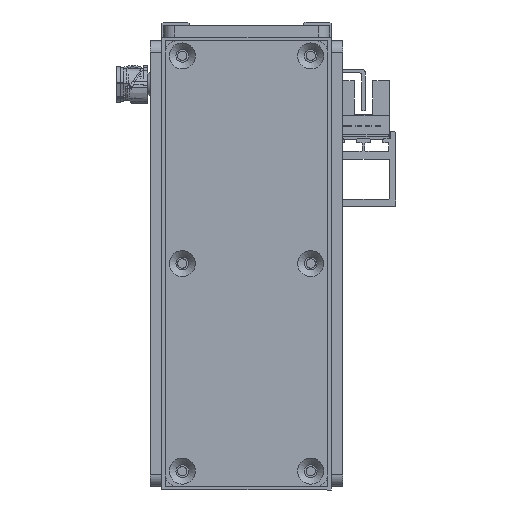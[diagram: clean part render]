
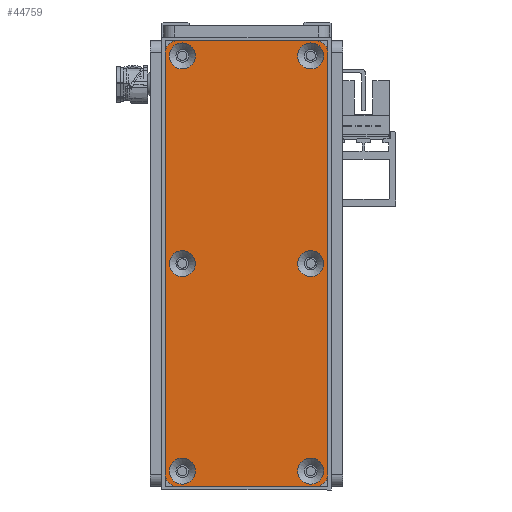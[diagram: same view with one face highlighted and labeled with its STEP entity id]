
A CAD part, front view. The second image highlights one B-rep face of the part: STEP entity #44759.
In plain terms, the highlighted face is planar.
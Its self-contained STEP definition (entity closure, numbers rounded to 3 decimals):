
#726=FACE_BOUND('',#7295,.T.);
#727=FACE_BOUND('',#7296,.T.);
#728=FACE_BOUND('',#7297,.T.);
#729=FACE_BOUND('',#7298,.T.);
#730=FACE_BOUND('',#7299,.T.);
#731=FACE_BOUND('',#7300,.T.);
#1713=PLANE('',#48797);
#4604=FACE_OUTER_BOUND('',#7294,.T.);
#7294=EDGE_LOOP('',(#36647,#36648,#36649,#36650,#36651,#36652,#36653,#36654));
#7295=EDGE_LOOP('',(#36655));
#7296=EDGE_LOOP('',(#36656));
#7297=EDGE_LOOP('',(#36657));
#7298=EDGE_LOOP('',(#36658));
#7299=EDGE_LOOP('',(#36659));
#7300=EDGE_LOOP('',(#36660));
#10359=LINE('',#71084,#15216);
#10363=LINE('',#71096,#15220);
#10367=LINE('',#71108,#15224);
#10371=LINE('',#71118,#15228);
#15216=VECTOR('',#56792,10.);
#15220=VECTOR('',#56804,10.);
#15224=VECTOR('',#56816,10.);
#15228=VECTOR('',#56828,10.);
#19511=CIRCLE('',#48751,3.45);
#19514=CIRCLE('',#48756,3.45);
#19517=CIRCLE('',#48761,3.45);
#19520=CIRCLE('',#48766,3.45);
#19523=CIRCLE('',#48771,3.45);
#19526=CIRCLE('',#48776,3.45);
#19530=CIRCLE('',#48782,3.);
#19532=CIRCLE('',#48786,3.);
#19534=CIRCLE('',#48790,3.);
#19536=CIRCLE('',#48794,3.);
#21751=VERTEX_POINT('',#71012);
#21754=VERTEX_POINT('',#71022);
#21757=VERTEX_POINT('',#71032);
#21760=VERTEX_POINT('',#71042);
#21763=VERTEX_POINT('',#71052);
#21766=VERTEX_POINT('',#71062);
#21771=VERTEX_POINT('',#71075);
#21772=VERTEX_POINT('',#71077);
#21774=VERTEX_POINT('',#71083);
#21776=VERTEX_POINT('',#71089);
#21778=VERTEX_POINT('',#71095);
#21780=VERTEX_POINT('',#71101);
#21782=VERTEX_POINT('',#71107);
#21784=VERTEX_POINT('',#71113);
#27060=EDGE_CURVE('',#21751,#21751,#19511,.T.);
#27065=EDGE_CURVE('',#21754,#21754,#19514,.T.);
#27070=EDGE_CURVE('',#21757,#21757,#19517,.T.);
#27075=EDGE_CURVE('',#21760,#21760,#19520,.T.);
#27080=EDGE_CURVE('',#21763,#21763,#19523,.T.);
#27085=EDGE_CURVE('',#21766,#21766,#19526,.T.);
#27092=EDGE_CURVE('',#21772,#21771,#19530,.T.);
#27095=EDGE_CURVE('',#21774,#21772,#10359,.T.);
#27098=EDGE_CURVE('',#21776,#21774,#19532,.T.);
#27101=EDGE_CURVE('',#21778,#21776,#10363,.T.);
#27104=EDGE_CURVE('',#21780,#21778,#19534,.T.);
#27107=EDGE_CURVE('',#21782,#21780,#10367,.T.);
#27110=EDGE_CURVE('',#21784,#21782,#19536,.T.);
#27113=EDGE_CURVE('',#21771,#21784,#10371,.T.);
#36647=ORIENTED_EDGE('',*,*,#27113,.T.);
#36648=ORIENTED_EDGE('',*,*,#27110,.T.);
#36649=ORIENTED_EDGE('',*,*,#27107,.T.);
#36650=ORIENTED_EDGE('',*,*,#27104,.T.);
#36651=ORIENTED_EDGE('',*,*,#27101,.T.);
#36652=ORIENTED_EDGE('',*,*,#27098,.T.);
#36653=ORIENTED_EDGE('',*,*,#27095,.T.);
#36654=ORIENTED_EDGE('',*,*,#27092,.T.);
#36655=ORIENTED_EDGE('',*,*,#27060,.T.);
#36656=ORIENTED_EDGE('',*,*,#27065,.T.);
#36657=ORIENTED_EDGE('',*,*,#27070,.T.);
#36658=ORIENTED_EDGE('',*,*,#27075,.T.);
#36659=ORIENTED_EDGE('',*,*,#27080,.T.);
#36660=ORIENTED_EDGE('',*,*,#27085,.T.);
#44759=ADVANCED_FACE('',(#4604,#726,#727,#728,#729,#730,#731),#1713,.T.);
#48751=AXIS2_PLACEMENT_3D('',#71013,#56711,#56712);
#48756=AXIS2_PLACEMENT_3D('',#71023,#56723,#56724);
#48761=AXIS2_PLACEMENT_3D('',#71033,#56735,#56736);
#48766=AXIS2_PLACEMENT_3D('',#71043,#56747,#56748);
#48771=AXIS2_PLACEMENT_3D('',#71053,#56759,#56760);
#48776=AXIS2_PLACEMENT_3D('',#71063,#56771,#56772);
#48782=AXIS2_PLACEMENT_3D('',#71078,#56786,#56787);
#48786=AXIS2_PLACEMENT_3D('',#71090,#56798,#56799);
#48790=AXIS2_PLACEMENT_3D('',#71102,#56810,#56811);
#48794=AXIS2_PLACEMENT_3D('',#71114,#56822,#56823);
#48797=AXIS2_PLACEMENT_3D('',#71120,#56831,#56832);
#56711=DIRECTION('center_axis',(0.,0.,-1.));
#56712=DIRECTION('ref_axis',(1.,0.,0.));
#56723=DIRECTION('center_axis',(0.,0.,-1.));
#56724=DIRECTION('ref_axis',(1.,0.,0.));
#56735=DIRECTION('center_axis',(0.,0.,-1.));
#56736=DIRECTION('ref_axis',(1.,0.,0.));
#56747=DIRECTION('center_axis',(0.,0.,-1.));
#56748=DIRECTION('ref_axis',(1.,0.,0.));
#56759=DIRECTION('center_axis',(0.,0.,-1.));
#56760=DIRECTION('ref_axis',(1.,0.,0.));
#56771=DIRECTION('center_axis',(0.,0.,-1.));
#56772=DIRECTION('ref_axis',(1.,0.,0.));
#56786=DIRECTION('center_axis',(0.,0.,1.));
#56787=DIRECTION('ref_axis',(-1.,0.,0.));
#56792=DIRECTION('',(0.,1.,0.));
#56798=DIRECTION('center_axis',(0.,0.,1.));
#56799=DIRECTION('ref_axis',(0.,1.,0.));
#56804=DIRECTION('',(1.,0.,0.));
#56810=DIRECTION('center_axis',(0.,0.,1.));
#56811=DIRECTION('ref_axis',(1.,0.,0.));
#56816=DIRECTION('',(0.,-1.,0.));
#56822=DIRECTION('center_axis',(0.,0.,1.));
#56823=DIRECTION('ref_axis',(0.,-1.,0.));
#56828=DIRECTION('',(-1.,0.,0.));
#56831=DIRECTION('center_axis',(0.,0.,1.));
#56832=DIRECTION('ref_axis',(1.,0.,0.));
#71012=CARTESIAN_POINT('',(110.55,4.5,3.));
#71013=CARTESIAN_POINT('Origin',(114.,4.5,3.));
#71022=CARTESIAN_POINT('',(55.55,38.5,3.));
#71023=CARTESIAN_POINT('Origin',(59.,38.5,3.));
#71032=CARTESIAN_POINT('',(55.55,4.5,3.));
#71033=CARTESIAN_POINT('Origin',(59.,4.5,3.));
#71042=CARTESIAN_POINT('',(0.55,38.5,3.));
#71043=CARTESIAN_POINT('Origin',(4.,38.5,3.));
#71052=CARTESIAN_POINT('',(110.55,38.5,3.));
#71053=CARTESIAN_POINT('Origin',(114.,38.5,3.));
#71062=CARTESIAN_POINT('',(0.55,4.5,3.));
#71063=CARTESIAN_POINT('Origin',(4.,4.5,3.));
#71075=CARTESIAN_POINT('',(115.,43.,3.));
#71077=CARTESIAN_POINT('',(118.,40.,3.));
#71078=CARTESIAN_POINT('Origin',(115.,40.,3.));
#71083=CARTESIAN_POINT('',(118.,3.,3.));
#71084=CARTESIAN_POINT('',(118.,40.,3.));
#71089=CARTESIAN_POINT('',(115.,0.,3.));
#71090=CARTESIAN_POINT('Origin',(115.,3.,3.));
#71095=CARTESIAN_POINT('',(3.,0.,3.));
#71096=CARTESIAN_POINT('',(115.,0.,3.));
#71101=CARTESIAN_POINT('',(0.,3.,3.));
#71102=CARTESIAN_POINT('Origin',(3.,3.,3.));
#71107=CARTESIAN_POINT('',(0.,40.,3.));
#71108=CARTESIAN_POINT('',(0.,3.,3.));
#71113=CARTESIAN_POINT('',(3.,43.,3.));
#71114=CARTESIAN_POINT('Origin',(3.,40.,3.));
#71118=CARTESIAN_POINT('',(3.,43.,3.));
#71120=CARTESIAN_POINT('Origin',(59.,21.5,3.));
